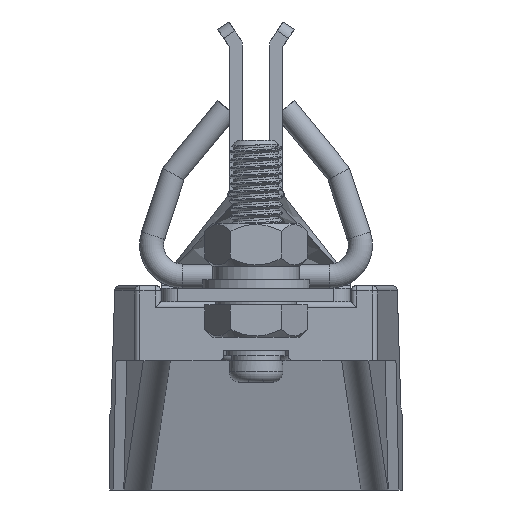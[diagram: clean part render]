
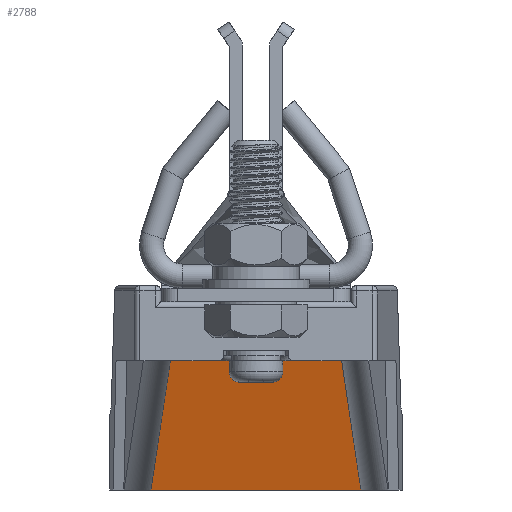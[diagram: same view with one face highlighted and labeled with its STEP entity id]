
A CAD part, left-side view. The second image highlights one B-rep face of the part: STEP entity #2788.
In plain terms, the highlighted planar face has unit normal (-0.97, 0, -0.242).
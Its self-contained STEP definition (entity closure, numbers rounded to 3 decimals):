
#802=LINE('',#22556,#1540);
#824=LINE('',#22696,#1562);
#825=LINE('',#22699,#1563);
#826=LINE('',#22700,#1564);
#1540=VECTOR('',#12900,1.);
#1562=VECTOR('',#12960,1.);
#1563=VECTOR('',#12961,1.);
#1564=VECTOR('',#12962,1.);
#2788=ADVANCED_FACE('',(#3752),#3393,.T.);
#3393=PLANE('',#11248);
#3752=FACE_OUTER_BOUND('',#4393,.T.);
#4393=EDGE_LOOP('',(#5899,#5900,#5901,#5902));
#5899=ORIENTED_EDGE('',*,*,#9529,.T.);
#5900=ORIENTED_EDGE('',*,*,#9530,.T.);
#5901=ORIENTED_EDGE('',*,*,#9488,.F.);
#5902=ORIENTED_EDGE('',*,*,#9531,.T.);
#8380=VERTEX_POINT('',#22555);
#8381=VERTEX_POINT('',#22557);
#8416=VERTEX_POINT('',#22697);
#8417=VERTEX_POINT('',#22698);
#9488=EDGE_CURVE('',#8380,#8381,#802,.T.);
#9529=EDGE_CURVE('',#8416,#8417,#824,.T.);
#9530=EDGE_CURVE('',#8417,#8381,#825,.T.);
#9531=EDGE_CURVE('',#8380,#8416,#826,.T.);
#11248=AXIS2_PLACEMENT_3D('',#22701,#12963,#12964);
#12900=DIRECTION('',(0.,1.,0.));
#12960=DIRECTION('',(0.,1.,0.));
#12961=DIRECTION('',(0.242,0.023,-0.97));
#12962=DIRECTION('',(-0.242,0.023,0.97));
#12963=DIRECTION('',(-0.97,0.,-0.243));
#12964=DIRECTION('',(0.,1.,0.));
#22555=CARTESIAN_POINT('',(266.78,-19.548,-35.));
#22556=CARTESIAN_POINT('',(266.78,-272.6,-35.));
#22557=CARTESIAN_POINT('',(266.78,19.55,-35.));
#22696=CARTESIAN_POINT('',(260.78,46.295,-11.));
#22697=CARTESIAN_POINT('',(260.78,-18.984,-11.));
#22698=CARTESIAN_POINT('',(260.78,18.987,-11.));
#22699=CARTESIAN_POINT('',(266.747,19.547,-34.867));
#22700=CARTESIAN_POINT('',(266.597,-19.531,-34.268));
#22701=CARTESIAN_POINT('',(266.78,13.525,-35.));
